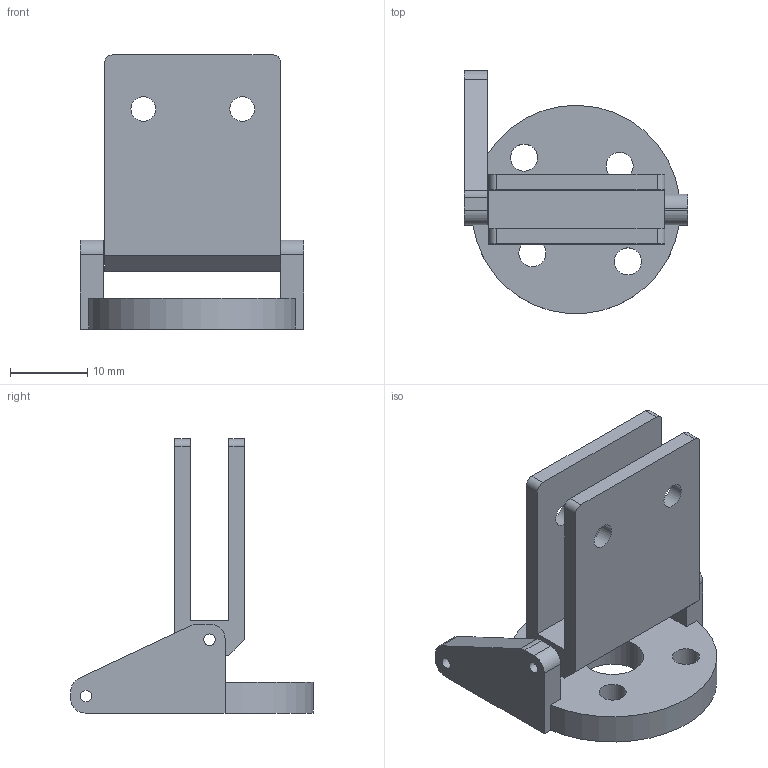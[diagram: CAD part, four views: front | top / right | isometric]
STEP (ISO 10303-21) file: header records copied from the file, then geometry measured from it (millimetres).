
FILE_DESCRIPTION(('FreeCAD Model'),'2;1');
FILE_NAME('Open CASCADE Shape Model','2021-02-25T19:22:38',('Author'),( ''),'Open CASCADE STEP processor 7.3','FreeCAD','Unknown');
FILE_SCHEMA(('AUTOMOTIVE_DESIGN { 1 0 10303 214 1 1 1 1 }'));
Length unit declared in the file: millimetre
Products named in the file (10): Model; LCS_Origin; Body; LCS_1
Assembly tree (9 placements, depth 3):
  Model
    LCS_Origin
    Model
      LCS_Origin
      Body
      LCS_1
    Model
      LCS_Origin
      Body
      LCS_1
Bounding box: 29 x 31.45 x 35.5 mm (x, y, z)
Volume: 5341.2 mm3; surface area: 5204.6 mm2
Topology: 2 solids, 2 shells, 54 faces, 146 edges, 96 vertices
Faces by surface type: plane 29, cylinder 25
Full cylindrical faces by diameter (mm): 1.5 x4, 3.2 x4, 3.5 x4, 8 x1
Entity records: 1955 total; most frequent: DIRECTION 327, CARTESIAN_POINT 306, ORIENTED_EDGE 292, EDGE_CURVE 146, AXIS2_PLACEMENT_3D 117, VERTEX_POINT 96, LINE 93, VECTOR 93
